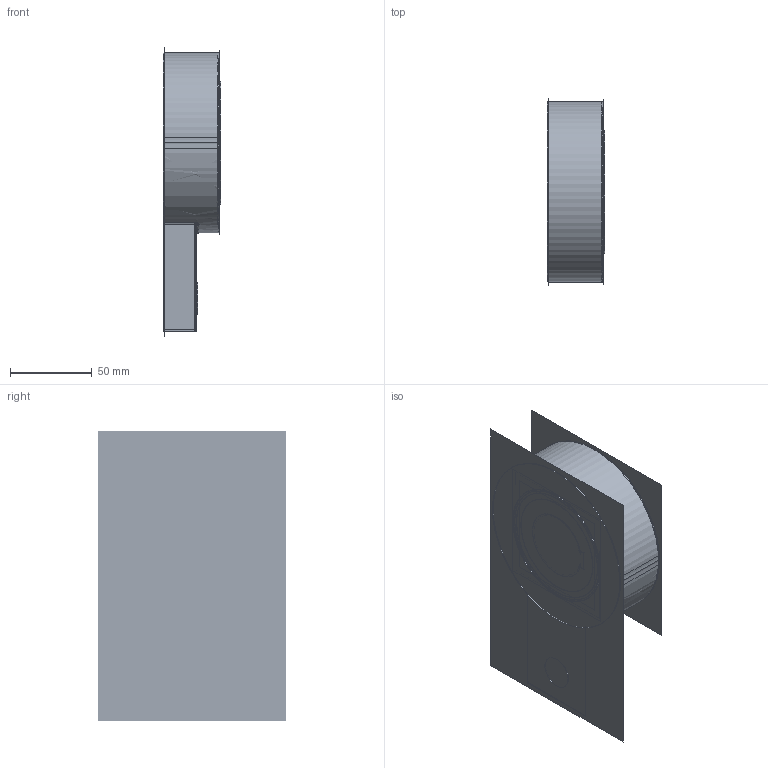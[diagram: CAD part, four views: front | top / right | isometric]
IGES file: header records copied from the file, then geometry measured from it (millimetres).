
Start section:  PTC IGES file: ra470z.igs
Global section: file name: ra470z.igs; native system: Creo Parametric by Parametric Technology Corporation; preprocessor: 2013150; author: sales 4; organization: Unknown; date: 20140326.143733; units: millimetre
Bounding box: 35.36 x 114.4 x 176.85 mm (x, y, z)
Volume: 322729.7 mm3; surface area: 1140441.2 mm2
Topology: 76 solids, 76 shells, 7166 faces, 37620 edges, 47335 vertices
Faces by surface type: bspline 3892, revolution 3274
